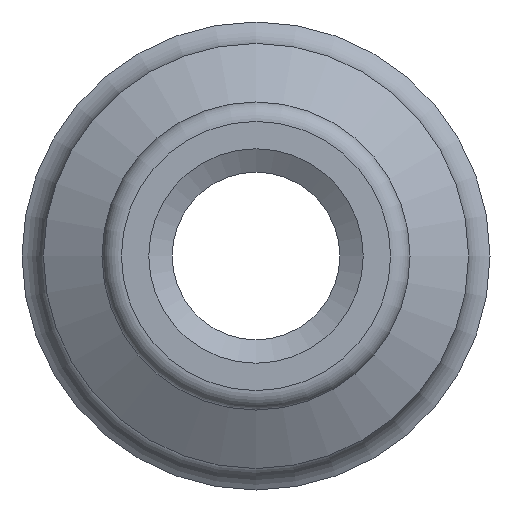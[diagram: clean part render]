
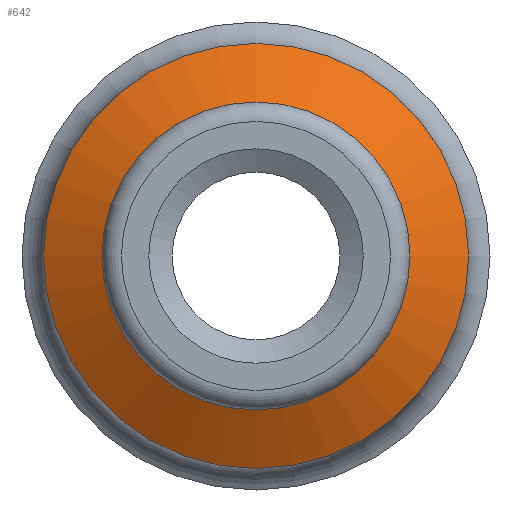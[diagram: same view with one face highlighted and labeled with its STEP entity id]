
A CAD part, left-side view. The second image highlights one B-rep face of the part: STEP entity #642.
In plain terms, the highlighted conical face has half-angle 60 degrees and reference radius 4.7 mm.
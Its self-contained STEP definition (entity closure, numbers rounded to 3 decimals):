
#19=CONICAL_SURFACE('',#759,4.7,1.047);
#44=LINE('',#1200,#59);
#59=VECTOR('',#976,4.7);
#95=FACE_OUTER_BOUND('',#134,.T.);
#134=EDGE_LOOP('',(#530,#531,#532,#533,#534,#535));
#154=CIRCLE('',#683,3.95);
#155=CIRCLE('',#684,3.95);
#212=CIRCLE('',#760,5.45);
#213=CIRCLE('',#761,5.45);
#239=VERTEX_POINT('',#1060);
#240=VERTEX_POINT('',#1061);
#291=VERTEX_POINT('',#1196);
#292=VERTEX_POINT('',#1197);
#315=EDGE_CURVE('',#239,#240,#154,.T.);
#316=EDGE_CURVE('',#240,#239,#155,.T.);
#380=EDGE_CURVE('',#291,#292,#212,.T.);
#381=EDGE_CURVE('',#292,#291,#213,.T.);
#382=EDGE_CURVE('',#292,#240,#44,.T.);
#530=ORIENTED_EDGE('',*,*,#380,.F.);
#531=ORIENTED_EDGE('',*,*,#381,.F.);
#532=ORIENTED_EDGE('',*,*,#382,.T.);
#533=ORIENTED_EDGE('',*,*,#316,.T.);
#534=ORIENTED_EDGE('',*,*,#315,.T.);
#535=ORIENTED_EDGE('',*,*,#382,.F.);
#642=ADVANCED_FACE('',(#95),#19,.T.);
#683=AXIS2_PLACEMENT_3D('',#1062,#811,#812);
#684=AXIS2_PLACEMENT_3D('',#1063,#813,#814);
#759=AXIS2_PLACEMENT_3D('',#1195,#970,#971);
#760=AXIS2_PLACEMENT_3D('',#1198,#972,#973);
#761=AXIS2_PLACEMENT_3D('',#1199,#974,#975);
#811=DIRECTION('center_axis',(1.,0.,0.));
#812=DIRECTION('ref_axis',(0.,0.,-1.));
#813=DIRECTION('center_axis',(1.,0.,0.));
#814=DIRECTION('ref_axis',(0.,0.,-1.));
#970=DIRECTION('center_axis',(1.,0.,0.));
#971=DIRECTION('ref_axis',(0.,1.,0.));
#972=DIRECTION('center_axis',(1.,0.,0.));
#973=DIRECTION('ref_axis',(0.,0.,-1.));
#974=DIRECTION('center_axis',(1.,0.,0.));
#975=DIRECTION('ref_axis',(0.,0.,-1.));
#976=DIRECTION('',(-0.5,0.866,0.));
#1060=CARTESIAN_POINT('',(8.2,3.95,0.));
#1061=CARTESIAN_POINT('',(8.2,-3.95,0.));
#1062=CARTESIAN_POINT('Origin',(8.2,0.,0.));
#1063=CARTESIAN_POINT('Origin',(8.2,0.,0.));
#1195=CARTESIAN_POINT('Origin',(8.633,0.,0.));
#1196=CARTESIAN_POINT('',(9.066,5.45,0.));
#1197=CARTESIAN_POINT('',(9.066,-5.45,0.));
#1198=CARTESIAN_POINT('Origin',(9.066,0.,0.));
#1199=CARTESIAN_POINT('Origin',(9.066,0.,0.));
#1200=CARTESIAN_POINT('',(8.633,-4.7,0.));
